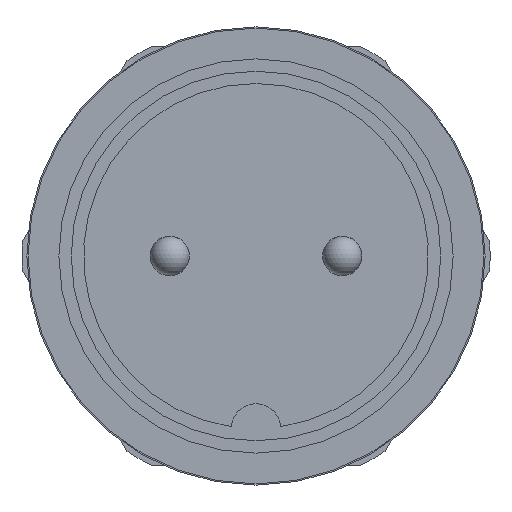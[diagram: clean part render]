
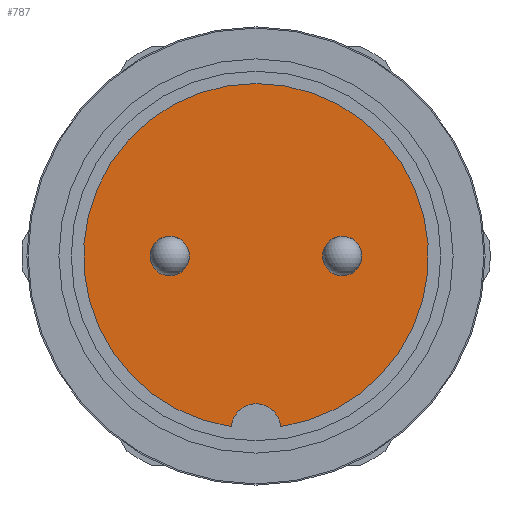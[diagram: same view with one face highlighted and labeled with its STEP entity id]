
A CAD part, front view. The second image highlights one B-rep face of the part: STEP entity #787.
In plain terms, the highlighted planar face has unit normal (0, -1, 0).
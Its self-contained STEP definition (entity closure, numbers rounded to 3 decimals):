
#597=CARTESIAN_POINT('',(-2.7,-22.0,0.));
#598=VERTEX_POINT('',#597);
#607=CARTESIAN_POINT('',(-4.3,-22.0,0.));
#608=VERTEX_POINT('',#607);
#609=CARTESIAN_POINT('',(-3.5,-22.0,0.0));
#610=DIRECTION('',(0.0,1.0,0.0));
#611=DIRECTION('',(1.0,0.0,0.0));
#612=AXIS2_PLACEMENT_3D('',#609,#610,#611);
#613=CIRCLE('',#612,0.8);
#614=EDGE_CURVE('',#608,#598,#613,.T.);
#639=CARTESIAN_POINT('',(4.3,-22.0,0.));
#640=VERTEX_POINT('',#639);
#649=CARTESIAN_POINT('',(2.7,-22.0,0.));
#650=VERTEX_POINT('',#649);
#651=CARTESIAN_POINT('',(3.5,-22.0,0.0));
#652=DIRECTION('',(0.0,1.0,0.0));
#653=DIRECTION('',(1.0,0.0,0.0));
#654=AXIS2_PLACEMENT_3D('',#651,#652,#653);
#655=CIRCLE('',#654,0.8);
#656=EDGE_CURVE('',#650,#640,#655,.T.);
#683=CARTESIAN_POINT('',(0.,-22.0,7.));
#684=VERTEX_POINT('',#683);
#700=CARTESIAN_POINT('',(-0.997,-22.0,-6.929));
#701=VERTEX_POINT('',#700);
#708=CARTESIAN_POINT('',(0.0,-22.0,0.0));
#709=DIRECTION('',(0.0,1.0,0.0));
#710=DIRECTION('',(0.0,0.0,1.0));
#711=AXIS2_PLACEMENT_3D('',#708,#709,#710);
#712=CIRCLE('',#711,7.);
#713=EDGE_CURVE('',#701,#684,#712,.T.);
#732=CARTESIAN_POINT('',(0.997,-22.0,-6.929));
#733=VERTEX_POINT('',#732);
#740=CARTESIAN_POINT('',(0.0,-22.0,-7.));
#741=DIRECTION('',(0.0,1.0,0.0));
#742=DIRECTION('',(-0.997,0.0,0.071));
#743=AXIS2_PLACEMENT_3D('',#740,#741,#742);
#744=CIRCLE('',#743,1.0);
#745=EDGE_CURVE('',#701,#733,#744,.T.);
#751=CARTESIAN_POINT('',(0.0,-22.0,3.5));
#752=DIRECTION('',(0.0,-1.0,0.0));
#753=DIRECTION('',(0.0,0.0,-1.0));
#754=AXIS2_PLACEMENT_3D('',#751,#752,#753);
#755=PLANE('',#754);
#756=ORIENTED_EDGE('',*,*,#745,.T.);
#757=CARTESIAN_POINT('',(0.0,-22.0,0.0));
#758=DIRECTION('',(0.0,1.0,0.0));
#759=DIRECTION('',(0.0,0.0,1.0));
#760=AXIS2_PLACEMENT_3D('',#757,#758,#759);
#761=CIRCLE('',#760,7.);
#762=EDGE_CURVE('',#684,#733,#761,.T.);
#763=ORIENTED_EDGE('',*,*,#762,.F.);
#764=ORIENTED_EDGE('',*,*,#713,.F.);
#765=EDGE_LOOP('',(#756,#763,#764));
#766=FACE_OUTER_BOUND('',#765,.T.);
#767=ORIENTED_EDGE('',*,*,#656,.T.);
#768=CARTESIAN_POINT('',(3.5,-22.0,0.0));
#769=DIRECTION('',(0.0,1.0,0.0));
#770=DIRECTION('',(1.0,0.0,0.0));
#771=AXIS2_PLACEMENT_3D('',#768,#769,#770);
#772=CIRCLE('',#771,0.8);
#773=EDGE_CURVE('',#640,#650,#772,.T.);
#774=ORIENTED_EDGE('',*,*,#773,.T.);
#775=EDGE_LOOP('',(#767,#774));
#776=FACE_BOUND('',#775,.T.);
#777=ORIENTED_EDGE('',*,*,#614,.T.);
#778=CARTESIAN_POINT('',(-3.5,-22.0,0.0));
#779=DIRECTION('',(0.0,1.0,0.0));
#780=DIRECTION('',(1.0,0.0,0.0));
#781=AXIS2_PLACEMENT_3D('',#778,#779,#780);
#782=CIRCLE('',#781,0.8);
#783=EDGE_CURVE('',#598,#608,#782,.T.);
#784=ORIENTED_EDGE('',*,*,#783,.T.);
#785=EDGE_LOOP('',(#777,#784));
#786=FACE_BOUND('',#785,.T.);
#787=ADVANCED_FACE('',(#766,#776,#786),#755,.T.);
